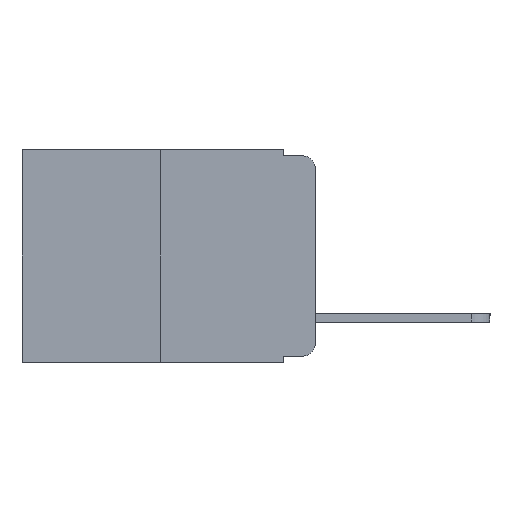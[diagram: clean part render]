
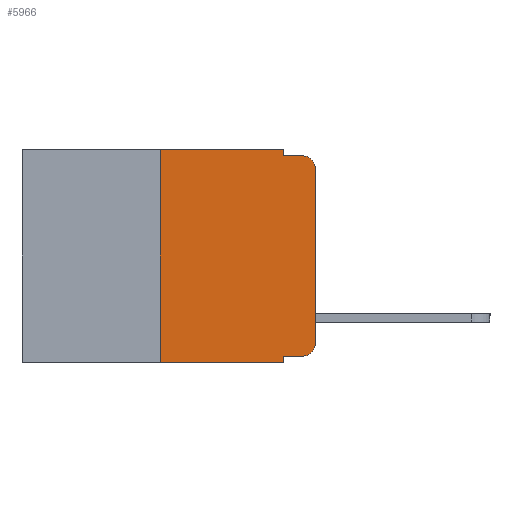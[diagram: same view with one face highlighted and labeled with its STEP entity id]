
A CAD part, left-side view. The second image highlights one B-rep face of the part: STEP entity #5966.
In plain terms, the highlighted planar face has unit normal (-1, 0, 0).
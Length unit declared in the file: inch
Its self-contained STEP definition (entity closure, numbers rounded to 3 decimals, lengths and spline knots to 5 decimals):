
#266 = AXIS2_PLACEMENT_3D ( 'NONE', #1141, #8209, #2275 ) ;
#768 = VECTOR ( 'NONE', #6957, 39.37008 ) ;
#897 = VECTOR ( 'NONE', #11788, 39.37008 ) ;
#1141 = CARTESIAN_POINT ( 'NONE',  ( 0., 0.02, -0.03 ) ) ;
#1197 = EDGE_CURVE ( 'NONE', #3750, #12384, #5213, .T. ) ;
#1468 = VERTEX_POINT ( 'NONE', #4982 ) ;
#1490 = EDGE_CURVE ( 'NONE', #6016, #8456, #2063, .T. ) ;
#1751 = VECTOR ( 'NONE', #12236, 39.37008 ) ;
#1824 = CARTESIAN_POINT ( 'NONE',  ( 0., 0.25, -0.343 ) ) ;
#2063 = LINE ( 'NONE', #3322, #4526 ) ;
#2275 = DIRECTION ( 'NONE',  ( 0., 0., -1. ) ) ;
#2412 = VECTOR ( 'NONE', #9172, 39.37008 ) ;
#2574 = AXIS2_PLACEMENT_3D ( 'NONE', #10294, #4669, #11275 ) ;
#2678 = CARTESIAN_POINT ( 'NONE',  ( 0., 0., -0.03 ) ) ;
#2912 = EDGE_CURVE ( 'NONE', #6016, #3636, #4658, .T. ) ;
#2955 = EDGE_CURVE ( 'NONE', #9527, #7653, #6675, .T. ) ;
#3322 = CARTESIAN_POINT ( 'NONE',  ( 0., 0.25, 0. ) ) ;
#3636 = VERTEX_POINT ( 'NONE', #12594 ) ;
#3750 = VERTEX_POINT ( 'NONE', #8360 ) ;
#3816 = CARTESIAN_POINT ( 'NONE',  ( 0., 0.473, 0. ) ) ;
#4221 = ORIENTED_EDGE ( 'NONE', *, *, #5754, .T. ) ;
#4295 = VERTEX_POINT ( 'NONE', #9025 ) ;
#4298 = ORIENTED_EDGE ( 'NONE', *, *, #2955, .F. ) ;
#4343 = ORIENTED_EDGE ( 'NONE', *, *, #1197, .T. ) ;
#4347 = EDGE_CURVE ( 'NONE', #7653, #4295, #11723, .T. ) ;
#4422 = ORIENTED_EDGE ( 'NONE', *, *, #2912, .T. ) ;
#4433 = ORIENTED_EDGE ( 'NONE', *, *, #10701, .F. ) ;
#4526 = VECTOR ( 'NONE', #6286, 39.37008 ) ;
#4584 = ORIENTED_EDGE ( 'NONE', *, *, #12743, .F. ) ;
#4658 = LINE ( 'NONE', #8644, #9389 ) ;
#4669 = DIRECTION ( 'NONE',  ( -1., 0., 0. ) ) ;
#4671 = ORIENTED_EDGE ( 'NONE', *, *, #10936, .T. ) ;
#4691 = CARTESIAN_POINT ( 'NONE',  ( 0., 0.473, 0. ) ) ;
#4746 = ORIENTED_EDGE ( 'NONE', *, *, #9076, .T. ) ;
#4750 = VECTOR ( 'NONE', #11583, 39.37008 ) ;
#4906 = PLANE ( 'NONE',  #10104 ) ;
#4982 = CARTESIAN_POINT ( 'NONE',  ( 0., 0.051, -0.333 ) ) ;
#5213 = LINE ( 'NONE', #10814, #2412 ) ;
#5754 = EDGE_CURVE ( 'NONE', #12384, #4295, #8865, .T. ) ;
#5917 = DIRECTION ( 'NONE',  ( 0., 0., -1. ) ) ;
#5966 = ADVANCED_FACE ( 'NONE', ( #8127 ), #4906, .F. ) ;
#6016 = VERTEX_POINT ( 'NONE', #1824 ) ;
#6129 = ORIENTED_EDGE ( 'NONE', *, *, #4347, .F. ) ;
#6286 = DIRECTION ( 'NONE',  ( 0., 0., 1. ) ) ;
#6675 = LINE ( 'NONE', #10082, #768 ) ;
#6791 = VECTOR ( 'NONE', #8236, 39.37008 ) ;
#6957 = DIRECTION ( 'NONE',  ( 0., 0., -1. ) ) ;
#7151 = CARTESIAN_POINT ( 'NONE',  ( 0., 0.051, 0. ) ) ;
#7164 = LINE ( 'NONE', #4691, #1751 ) ;
#7309 = LINE ( 'NONE', #11542, #4750 ) ;
#7653 = VERTEX_POINT ( 'NONE', #9525 ) ;
#8127 = FACE_OUTER_BOUND ( 'NONE', #10522, .T. ) ;
#8209 = DIRECTION ( 'NONE',  ( -1., 0., 0. ) ) ;
#8236 = DIRECTION ( 'NONE',  ( 0., -1., 0. ) ) ;
#8333 = CARTESIAN_POINT ( 'NONE',  ( 0., 0.051, -0.01 ) ) ;
#8360 = CARTESIAN_POINT ( 'NONE',  ( 0., 0., -0.313 ) ) ;
#8456 = VERTEX_POINT ( 'NONE', #11540 ) ;
#8644 = CARTESIAN_POINT ( 'NONE',  ( 0., 0.473, -0.343 ) ) ;
#8656 = DIRECTION ( 'NONE',  ( 1., 0., 0. ) ) ;
#8865 = CIRCLE ( 'NONE', #266, 0.02 ) ;
#9025 = CARTESIAN_POINT ( 'NONE',  ( 0., 0.02, -0.01 ) ) ;
#9076 = EDGE_CURVE ( 'NONE', #12767, #3750, #12662, .T. ) ;
#9172 = DIRECTION ( 'NONE',  ( 0., 0., 1. ) ) ;
#9389 = VECTOR ( 'NONE', #11189, 39.37008 ) ;
#9525 = CARTESIAN_POINT ( 'NONE',  ( 0., 0.051, -0.01 ) ) ;
#9527 = VERTEX_POINT ( 'NONE', #9788 ) ;
#9788 = CARTESIAN_POINT ( 'NONE',  ( 0., 0.051, 0. ) ) ;
#10082 = CARTESIAN_POINT ( 'NONE',  ( 0., 0.051, 0. ) ) ;
#10104 = AXIS2_PLACEMENT_3D ( 'NONE', #3816, #8656, #5917 ) ;
#10294 = CARTESIAN_POINT ( 'NONE',  ( 0., 0.02, -0.313 ) ) ;
#10522 = EDGE_LOOP ( 'NONE', ( #4343, #4221, #6129, #4298, #4433, #10700, #4422, #4584, #4671, #4746 ) ) ;
#10700 = ORIENTED_EDGE ( 'NONE', *, *, #1490, .F. ) ;
#10701 = EDGE_CURVE ( 'NONE', #8456, #9527, #7164, .T. ) ;
#10814 = CARTESIAN_POINT ( 'NONE',  ( 0., 0., 0. ) ) ;
#10936 = EDGE_CURVE ( 'NONE', #1468, #12767, #7309, .T. ) ;
#11111 = LINE ( 'NONE', #7151, #897 ) ;
#11189 = DIRECTION ( 'NONE',  ( 0., -1., 0. ) ) ;
#11275 = DIRECTION ( 'NONE',  ( 0., 0., -1. ) ) ;
#11540 = CARTESIAN_POINT ( 'NONE',  ( 0., 0.25, 0. ) ) ;
#11542 = CARTESIAN_POINT ( 'NONE',  ( 0., 0.051, -0.333 ) ) ;
#11583 = DIRECTION ( 'NONE',  ( 0., -1., 0. ) ) ;
#11723 = LINE ( 'NONE', #8333, #6791 ) ;
#11788 = DIRECTION ( 'NONE',  ( 0., 0., -1. ) ) ;
#11825 = CARTESIAN_POINT ( 'NONE',  ( 0., 0.02, -0.333 ) ) ;
#12236 = DIRECTION ( 'NONE',  ( 0., -1., 0. ) ) ;
#12384 = VERTEX_POINT ( 'NONE', #2678 ) ;
#12594 = CARTESIAN_POINT ( 'NONE',  ( 0., 0.051, -0.343 ) ) ;
#12662 = CIRCLE ( 'NONE', #2574, 0.02 ) ;
#12743 = EDGE_CURVE ( 'NONE', #1468, #3636, #11111, .T. ) ;
#12767 = VERTEX_POINT ( 'NONE', #11825 ) ;
